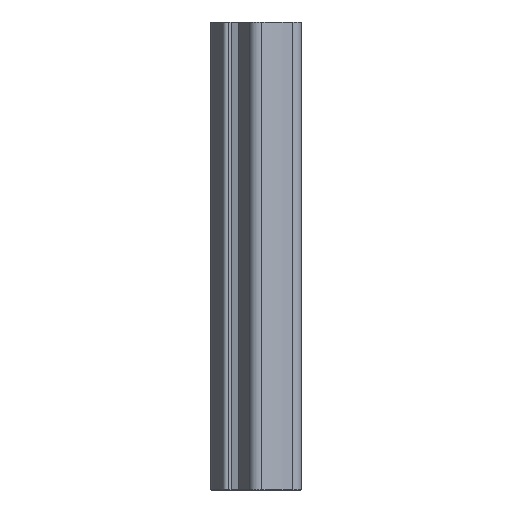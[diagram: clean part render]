
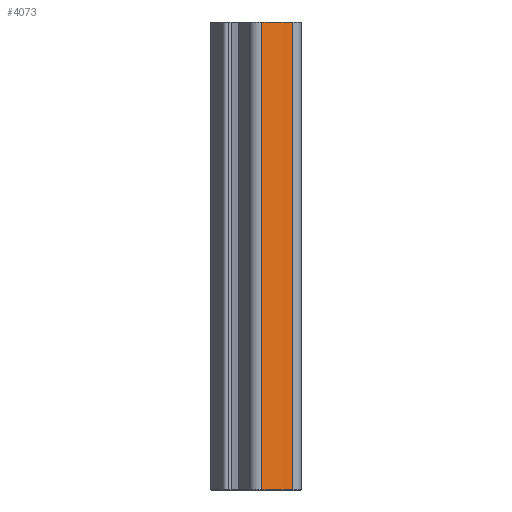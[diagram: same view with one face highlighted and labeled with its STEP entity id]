
A CAD part, left-side view. The second image highlights one B-rep face of the part: STEP entity #4073.
In plain terms, the highlighted cylindrical face has radius 20 mm (diameter 40 mm), a partial arc.
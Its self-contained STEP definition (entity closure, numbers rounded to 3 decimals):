
#215=FACE_OUTER_BOUND('',#493,.T.);
#493=EDGE_LOOP('',(#2785,#2786,#2787,#2788));
#789=CIRCLE('',#4377,20.);
#836=CIRCLE('',#4449,20.);
#1188=LINE('',#6774,#1416);
#1189=LINE('',#6778,#1417);
#1416=VECTOR('',#5262,10.);
#1417=VECTOR('',#5267,10.);
#1639=VERTEX_POINT('',#6626);
#1641=VERTEX_POINT('',#6632);
#1687=VERTEX_POINT('',#6773);
#1688=VERTEX_POINT('',#6777);
#2027=EDGE_CURVE('',#1639,#1641,#789,.T.);
#2096=EDGE_CURVE('',#1687,#1641,#1188,.T.);
#2098=EDGE_CURVE('',#1688,#1639,#1189,.T.);
#2099=EDGE_CURVE('',#1687,#1688,#836,.T.);
#2785=ORIENTED_EDGE('',*,*,#2027,.F.);
#2786=ORIENTED_EDGE('',*,*,#2098,.F.);
#2787=ORIENTED_EDGE('',*,*,#2099,.F.);
#2788=ORIENTED_EDGE('',*,*,#2096,.T.);
#3924=CYLINDRICAL_SURFACE('',#4448,20.);
#4073=ADVANCED_FACE('',(#215),#3924,.F.);
#4377=AXIS2_PLACEMENT_3D('',#6636,#5099,#5100);
#4448=AXIS2_PLACEMENT_3D('',#6776,#5265,#5266);
#4449=AXIS2_PLACEMENT_3D('',#6779,#5268,#5269);
#5099=DIRECTION('center_axis',(0.,0.,-1.));
#5100=DIRECTION('ref_axis',(0.966,0.259,0.));
#5262=DIRECTION('',(0.,0.,1.));
#5265=DIRECTION('center_axis',(0.,0.,1.));
#5266=DIRECTION('ref_axis',(0.996,0.091,0.));
#5267=DIRECTION('',(0.,0.,1.));
#5268=DIRECTION('center_axis',(0.,0.,1.));
#5269=DIRECTION('ref_axis',(0.966,0.259,0.));
#6626=CARTESIAN_POINT('',(-955.679,91.125,99.9));
#6632=CARTESIAN_POINT('',(-953.92,84.559,99.9));
#6636=CARTESIAN_POINT('Origin',(-973.837,82.741,99.9));
#6773=CARTESIAN_POINT('',(-953.92,84.559,0.1));
#6774=CARTESIAN_POINT('',(-953.92,84.559,0.));
#6776=CARTESIAN_POINT('Origin',(-973.837,82.741,0.));
#6777=CARTESIAN_POINT('',(-955.679,91.125,0.1));
#6778=CARTESIAN_POINT('',(-955.679,91.125,0.));
#6779=CARTESIAN_POINT('Origin',(-973.837,82.741,0.1));
